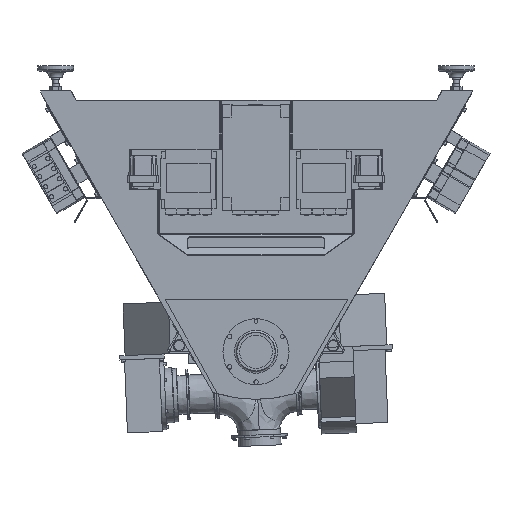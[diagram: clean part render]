
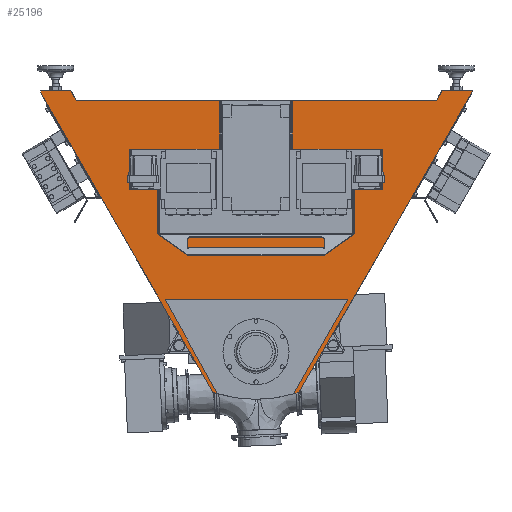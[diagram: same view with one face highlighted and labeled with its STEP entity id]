
A CAD part, front view. The second image highlights one B-rep face of the part: STEP entity #25196.
In plain terms, the highlighted face is planar.
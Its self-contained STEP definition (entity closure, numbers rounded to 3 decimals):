
#1130=CIRCLE('',#26637,306.168);
#1132=CIRCLE('',#26639,306.168);
#2424=FACE_OUTER_BOUND('',#4056,.T.);
#4056=EDGE_LOOP('',(#18276,#18277,#18278,#18279,#18280,#18281,#18282,#18283,
#18284,#18285,#18286,#18287,#18288));
#5914=LINE('',#37258,#8288);
#5921=LINE('',#37273,#8295);
#5943=LINE('',#37325,#8317);
#5964=LINE('',#37367,#8338);
#5967=LINE('',#37374,#8341);
#5971=LINE('',#37381,#8345);
#6297=LINE('',#39061,#8671);
#6298=LINE('',#39063,#8672);
#6299=LINE('',#39064,#8673);
#6300=LINE('',#39065,#8674);
#6301=LINE('',#39066,#8675);
#8288=VECTOR('',#29904,25.438);
#8295=VECTOR('',#29913,807.671);
#8317=VECTOR('',#29947,803.276);
#8338=VECTOR('',#29970,3.904);
#8341=VECTOR('',#29975,25.304);
#8345=VECTOR('',#29981,837.448);
#8671=VECTOR('',#31069,249.674);
#8672=VECTOR('',#31070,424.459);
#8673=VECTOR('',#31071,252.432);
#8674=VECTOR('',#31072,72.024);
#8675=VECTOR('',#31073,70.344);
#10667=VERTEX_POINT('',#37256);
#10668=VERTEX_POINT('',#37257);
#10674=VERTEX_POINT('',#37270);
#10675=VERTEX_POINT('',#37272);
#10693=VERTEX_POINT('',#37310);
#10694=VERTEX_POINT('',#37311);
#10696=VERTEX_POINT('',#37316);
#10699=VERTEX_POINT('',#37324);
#10719=VERTEX_POINT('',#37366);
#10721=VERTEX_POINT('',#37372);
#10722=VERTEX_POINT('',#37373);
#11057=VERTEX_POINT('',#39060);
#11058=VERTEX_POINT('',#39062);
#13152=EDGE_CURVE('',#10667,#10668,#5914,.T.);
#13159=EDGE_CURVE('',#10675,#10674,#5921,.T.);
#13178=EDGE_CURVE('',#10693,#10694,#1130,.T.);
#13181=EDGE_CURVE('',#10696,#10675,#1132,.T.);
#13185=EDGE_CURVE('',#10699,#10693,#5943,.T.);
#13206=EDGE_CURVE('',#10719,#10699,#5964,.T.);
#13209=EDGE_CURVE('',#10721,#10722,#5967,.T.);
#13213=EDGE_CURVE('',#10668,#10721,#5971,.T.);
#13751=EDGE_CURVE('',#10694,#11057,#6297,.T.);
#13752=EDGE_CURVE('',#11057,#11058,#6298,.T.);
#13753=EDGE_CURVE('',#11058,#10696,#6299,.T.);
#13754=EDGE_CURVE('',#10674,#10667,#6300,.T.);
#13755=EDGE_CURVE('',#10722,#10719,#6301,.T.);
#18276=ORIENTED_EDGE('',*,*,#13751,.T.);
#18277=ORIENTED_EDGE('',*,*,#13752,.T.);
#18278=ORIENTED_EDGE('',*,*,#13753,.T.);
#18279=ORIENTED_EDGE('',*,*,#13181,.T.);
#18280=ORIENTED_EDGE('',*,*,#13159,.T.);
#18281=ORIENTED_EDGE('',*,*,#13754,.T.);
#18282=ORIENTED_EDGE('',*,*,#13152,.T.);
#18283=ORIENTED_EDGE('',*,*,#13213,.T.);
#18284=ORIENTED_EDGE('',*,*,#13209,.T.);
#18285=ORIENTED_EDGE('',*,*,#13755,.T.);
#18286=ORIENTED_EDGE('',*,*,#13206,.T.);
#18287=ORIENTED_EDGE('',*,*,#13185,.T.);
#18288=ORIENTED_EDGE('',*,*,#13178,.T.);
#22993=PLANE('',#27025);
#25196=ADVANCED_FACE('',(#2424),#22993,.F.);
#26637=AXIS2_PLACEMENT_3D('',#37312,#29934,#29935);
#26639=AXIS2_PLACEMENT_3D('',#37317,#29939,#29940);
#27025=AXIS2_PLACEMENT_3D('',#39059,#31067,#31068);
#29904=DIRECTION('',(0.5,-0.866,0.));
#29913=DIRECTION('',(-0.5,0.866,0.));
#29934=DIRECTION('center_axis',(0.,0.,-1.));
#29935=DIRECTION('ref_axis',(0.325,-0.946,0.));
#29939=DIRECTION('center_axis',(0.,0.,-1.));
#29940=DIRECTION('ref_axis',(0.325,-0.946,0.));
#29947=DIRECTION('',(-0.499,-0.867,0.));
#29970=DIRECTION('',(0.,-1.,0.));
#29975=DIRECTION('',(0.492,0.871,0.));
#29981=DIRECTION('',(1.,0.,0.));
#31067=DIRECTION('center_axis',(0.,0.,1.));
#31068=DIRECTION('ref_axis',(1.,0.,0.));
#31069=DIRECTION('',(0.484,0.875,0.));
#31070=DIRECTION('',(-1.,-0.001,0.));
#31071=DIRECTION('',(0.5,-0.866,0.));
#31072=DIRECTION('',(1.,0.,0.));
#31073=DIRECTION('',(1.,0.,0.));
#37256=CARTESIAN_POINT('',(-432.272,141.48,-1310.));
#37257=CARTESIAN_POINT('',(-419.553,119.45,-1310.));
#37258=CARTESIAN_POINT('',(-432.272,141.48,-1310.));
#37270=CARTESIAN_POINT('',(-504.296,141.48,-1310.));
#37272=CARTESIAN_POINT('',(-100.676,-558.108,-1310.));
#37273=CARTESIAN_POINT('',(-100.676,-558.108,-1310.));
#37310=CARTESIAN_POINT('',(100.123,-558.7,-1310.));
#37311=CARTESIAN_POINT('',(90.098,-561.955,-1310.));
#37312=CARTESIAN_POINT('Origin',(0.577,-269.168,-1310.));
#37316=CARTESIAN_POINT('',(-87.282,-562.458,-1310.));
#37317=CARTESIAN_POINT('Origin',(0.577,-269.168,-1310.));
#37324=CARTESIAN_POINT('',(500.687,137.576,-1310.));
#37325=CARTESIAN_POINT('',(500.687,137.576,-1310.));
#37366=CARTESIAN_POINT('',(500.687,141.48,-1310.));
#37367=CARTESIAN_POINT('',(500.687,141.48,-1310.));
#37372=CARTESIAN_POINT('',(417.895,119.45,-1310.));
#37373=CARTESIAN_POINT('',(430.344,141.48,-1310.));
#37374=CARTESIAN_POINT('',(417.895,119.45,-1310.));
#37381=CARTESIAN_POINT('',(-419.553,119.45,-1310.));
#39059=CARTESIAN_POINT('Origin',(-1.026,-106.279,-1310.));
#39060=CARTESIAN_POINT('',(210.961,-343.485,-1310.));
#39061=CARTESIAN_POINT('',(236.361,-297.572,-1310.));
#39062=CARTESIAN_POINT('',(-213.498,-343.846,-1310.));
#39063=CARTESIAN_POINT('',(-107.161,-343.755,-1310.));
#39064=CARTESIAN_POINT('',(-175.266,-410.066,-1310.));
#39065=CARTESIAN_POINT('',(-504.296,141.48,-1310.));
#39066=CARTESIAN_POINT('',(430.344,141.48,-1310.));
